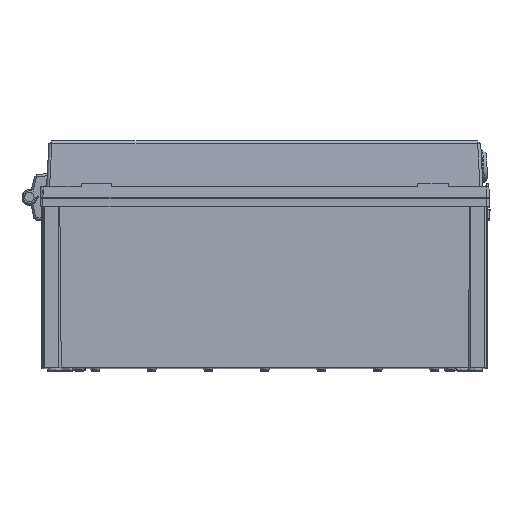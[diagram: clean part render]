
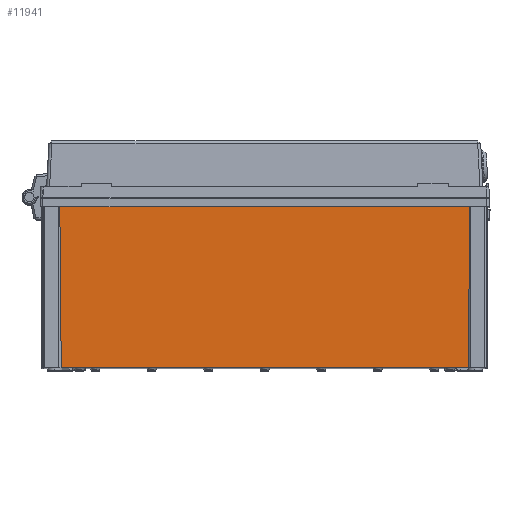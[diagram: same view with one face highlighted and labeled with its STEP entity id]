
A CAD part, top view. The second image highlights one B-rep face of the part: STEP entity #11941.
In plain terms, the highlighted planar face has unit normal (0, -0.009, 1).
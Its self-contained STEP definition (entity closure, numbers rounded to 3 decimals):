
#1981 = CARTESIAN_POINT ( 'NONE',  ( 191.5, -150., 245.254 ) ) ;
#3697 = EDGE_CURVE ( 'NONE', #23000, #42225, #28979, .T. ) ;
#5073 = VECTOR ( 'NONE', #53776, 1000. ) ;
#6137 = DIRECTION ( 'NONE',  ( 0., -1., -0.009 ) ) ;
#7506 = EDGE_CURVE ( 'NONE', #38432, #27879, #56781, .T. ) ;
#9260 = EDGE_LOOP ( 'NONE', ( #60522, #36295, #62720, #29346 ) ) ;
#11941 = ADVANCED_FACE ( 'NONE', ( #26139 ), #46736, .T. ) ;
#13491 = CARTESIAN_POINT ( 'NONE',  ( -180.254, -150., 245.254 ) ) ;
#14448 = CARTESIAN_POINT ( 'NONE',  ( 191.5, -7.2, 246.5 ) ) ;
#16035 = CARTESIAN_POINT ( 'NONE',  ( 180.254, -150., 245.254 ) ) ;
#16182 = VECTOR ( 'NONE', #21680, 1000. ) ;
#21680 = DIRECTION ( 'NONE',  ( 1., 0., 0. ) ) ;
#23000 = VERTEX_POINT ( 'NONE', #25698 ) ;
#24324 = AXIS2_PLACEMENT_3D ( 'NONE', #60594, #45791, #6137 ) ;
#25698 = CARTESIAN_POINT ( 'NONE',  ( 181.5, -7.2, 246.5 ) ) ;
#26139 = FACE_OUTER_BOUND ( 'NONE', #9260, .T. ) ;
#27879 = VERTEX_POINT ( 'NONE', #16035 ) ;
#28979 = LINE ( 'NONE', #14448, #5073 ) ;
#29346 = ORIENTED_EDGE ( 'NONE', *, *, #43355, .T. ) ;
#36295 = ORIENTED_EDGE ( 'NONE', *, *, #56265, .T. ) ;
#37423 = VECTOR ( 'NONE', #43325, 1000. ) ;
#38432 = VERTEX_POINT ( 'NONE', #13491 ) ;
#38479 = LINE ( 'NONE', #57804, #37423 ) ;
#39068 = DIRECTION ( 'NONE',  ( 0.009, -1., -0.009 ) ) ;
#42225 = VERTEX_POINT ( 'NONE', #47869 ) ;
#42954 = LINE ( 'NONE', #53577, #59216 ) ;
#43325 = DIRECTION ( 'NONE',  ( 0.009, 1., 0.009 ) ) ;
#43355 = EDGE_CURVE ( 'NONE', #42225, #38432, #42954, .T. ) ;
#45791 = DIRECTION ( 'NONE',  ( 0., -0.009, 1. ) ) ;
#46736 = PLANE ( 'NONE',  #24324 ) ;
#47869 = CARTESIAN_POINT ( 'NONE',  ( -181.5, -7.2, 246.5 ) ) ;
#53577 = CARTESIAN_POINT ( 'NONE',  ( -178.65, -333.8, 243.65 ) ) ;
#53776 = DIRECTION ( 'NONE',  ( -1., 0., 0. ) ) ;
#56265 = EDGE_CURVE ( 'NONE', #27879, #23000, #38479, .T. ) ;
#56781 = LINE ( 'NONE', #1981, #16182 ) ;
#57804 = CARTESIAN_POINT ( 'NONE',  ( 178.65, -333.8, 243.65 ) ) ;
#59216 = VECTOR ( 'NONE', #39068, 1000. ) ;
#60522 = ORIENTED_EDGE ( 'NONE', *, *, #7506, .T. ) ;
#60594 = CARTESIAN_POINT ( 'NONE',  ( 191.5, -7.2, 246.5 ) ) ;
#62720 = ORIENTED_EDGE ( 'NONE', *, *, #3697, .T. ) ;
